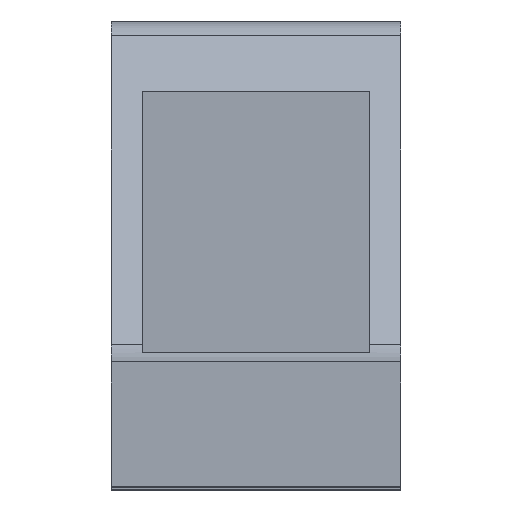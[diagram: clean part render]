
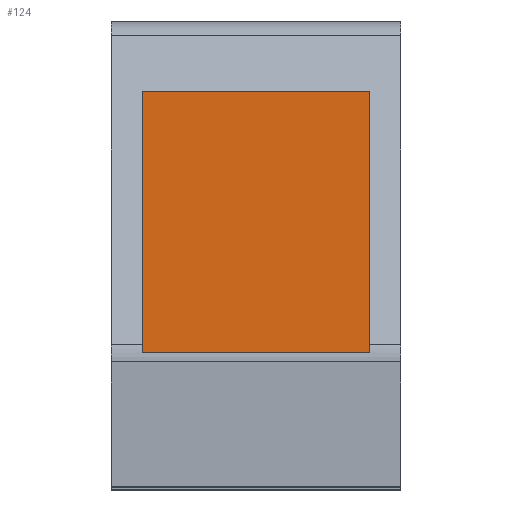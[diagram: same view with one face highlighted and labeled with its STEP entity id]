
A CAD part, top view. The second image highlights one B-rep face of the part: STEP entity #124.
In plain terms, the highlighted planar face has unit normal (0, 0, 1).
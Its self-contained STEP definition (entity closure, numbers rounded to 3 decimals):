
#124 = ADVANCED_FACE( '', ( #255 ), #256, .T. );
#255 = FACE_OUTER_BOUND( '', #380, .T. );
#256 = PLANE( '', #381 );
#380 = EDGE_LOOP( '', ( #689, #690, #691, #692 ) );
#381 = AXIS2_PLACEMENT_3D( '', #693, #694, #695 );
#689 = ORIENTED_EDGE( '', *, *, #771, .T. );
#690 = ORIENTED_EDGE( '', *, *, #723, .T. );
#691 = ORIENTED_EDGE( '', *, *, #802, .F. );
#692 = ORIENTED_EDGE( '', *, *, #824, .F. );
#693 = CARTESIAN_POINT( '', ( 11., 58., 72. ) );
#694 = DIRECTION( '', ( 0., 0., 1. ) );
#695 = DIRECTION( '', ( 1., 0., 0. ) );
#723 = EDGE_CURVE( '', #854, #852, #855, .T. );
#771 = EDGE_CURVE( '', #937, #854, #938, .T. );
#802 = EDGE_CURVE( '', #982, #852, #984, .T. );
#824 = EDGE_CURVE( '', #937, #982, #1016, .T. );
#852 = VERTEX_POINT( '', #1044 );
#854 = VERTEX_POINT( '', #1047 );
#855 = LINE( '', #1048, #1049 );
#937 = VERTEX_POINT( '', #1196 );
#938 = LINE( '', #1197, #1198 );
#982 = VERTEX_POINT( '', #1296 );
#984 = LINE( '', #1299, #1300 );
#1016 = LINE( '', #1343, #1344 );
#1044 = CARTESIAN_POINT( '', ( -11., 13., 72. ) );
#1047 = CARTESIAN_POINT( '', ( -11., 38.302, 72. ) );
#1048 = CARTESIAN_POINT( '', ( -11., 58., 72. ) );
#1049 = VECTOR( '', #1380, 1000. );
#1196 = CARTESIAN_POINT( '', ( 11., 38.302, 72. ) );
#1197 = CARTESIAN_POINT( '', ( 14., 38.302, 72. ) );
#1198 = VECTOR( '', #1447, 1000. );
#1296 = CARTESIAN_POINT( '', ( 11., 13., 72. ) );
#1299 = CARTESIAN_POINT( '', ( 11., 13., 72. ) );
#1300 = VECTOR( '', #1480, 1000. );
#1343 = CARTESIAN_POINT( '', ( 11., 58., 72. ) );
#1344 = VECTOR( '', #1510, 1000. );
#1380 = DIRECTION( '', ( 0., -1., 0. ) );
#1447 = DIRECTION( '', ( -1., 0., 0. ) );
#1480 = DIRECTION( '', ( -1., 0., 0. ) );
#1510 = DIRECTION( '', ( 0., -1., 0. ) );
